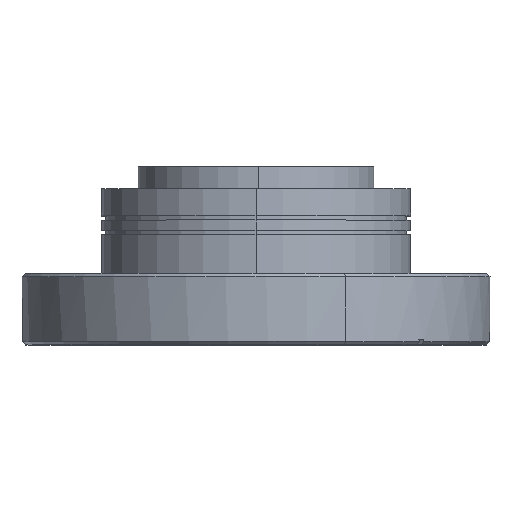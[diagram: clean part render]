
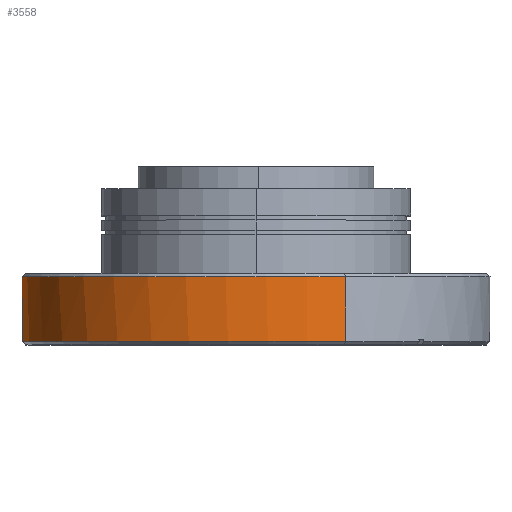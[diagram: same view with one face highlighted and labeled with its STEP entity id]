
A CAD part, top view. The second image highlights one B-rep face of the part: STEP entity #3558.
In plain terms, the highlighted cylindrical face has radius 56.769 mm (diameter 113.538 mm), a partial arc.
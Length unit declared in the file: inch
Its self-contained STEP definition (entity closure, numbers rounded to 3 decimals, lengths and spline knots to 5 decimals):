
#199 = CARTESIAN_POINT ( 'NONE',  ( 0., -0.461, 0. ) ) ;
#205 = DIRECTION ( 'NONE',  ( 0., -1., 0. ) ) ;
#206 = DIRECTION ( 'NONE',  ( -0.383, 0., -0.924 ) ) ;
#342 = VECTOR ( 'NONE', #2070, 39.37008 ) ;
#344 = LINE ( 'NONE', #2071, #342 ) ;
#378 = VECTOR ( 'NONE', #2051, 39.37008 ) ;
#380 = LINE ( 'NONE', #2192, #378 ) ;
#381 = VECTOR ( 'NONE', #2072, 39.37008 ) ;
#383 = LINE ( 'NONE', #2075, #381 ) ;
#384 = CIRCLE ( 'NONE', #1138, 2.235 ) ;
#386 = CIRCLE ( 'NONE', #1139, 2.235 ) ;
#389 = CIRCLE ( 'NONE', #1137, 2.235 ) ;
#595 = FACE_OUTER_BOUND ( 'NONE', #1714, .T. ) ;
#602 = CYLINDRICAL_SURFACE ( 'NONE', #786, 2.235 ) ;
#786 = AXIS2_PLACEMENT_3D ( 'NONE', #199, #205, #206 ) ;
#1137 = AXIS2_PLACEMENT_3D ( 'NONE', #2190, #2189, #2188 ) ;
#1138 = AXIS2_PLACEMENT_3D ( 'NONE', #2195, #2194, #2193 ) ;
#1139 = AXIS2_PLACEMENT_3D ( 'NONE', #2069, #2061, #2065 ) ;
#1192 = EDGE_CURVE ( 'NONE', #1553, #1602, #2975, .T. ) ;
#1195 = EDGE_CURVE ( 'NONE', #1586, #1557, #2972, .T. ) ;
#1541 = VERTEX_POINT ( 'NONE', #2497 ) ;
#1552 = VERTEX_POINT ( 'NONE', #2485 ) ;
#1553 = VERTEX_POINT ( 'NONE', #2484 ) ;
#1557 = VERTEX_POINT ( 'NONE', #2478 ) ;
#1583 = VERTEX_POINT ( 'NONE', #2447 ) ;
#1584 = VERTEX_POINT ( 'NONE', #2446 ) ;
#1586 = VERTEX_POINT ( 'NONE', #2443 ) ;
#1602 = VERTEX_POINT ( 'NONE', #2424 ) ;
#1714 = EDGE_LOOP ( 'NONE', ( #2756, #3901, #3950, #4254, #3933, #2699, #4247, #2725 ) ) ;
#1889 = AXIS2_PLACEMENT_3D ( 'NONE', #3231, #3230, #3225 ) ;
#1975 = EDGE_CURVE ( 'NONE', #1584, #1586, #386, .T. ) ;
#1976 = EDGE_CURVE ( 'NONE', #1541, #1557, #384, .T. ) ;
#1977 = EDGE_CURVE ( 'NONE', #1552, #1541, #383, .T. ) ;
#1978 = EDGE_CURVE ( 'NONE', #1583, #1552, #389, .T. ) ;
#1979 = EDGE_CURVE ( 'NONE', #1602, #1583, #380, .T. ) ;
#2006 = EDGE_CURVE ( 'NONE', #1584, #1553, #344, .T. ) ;
#2051 = DIRECTION ( 'NONE',  ( 0., 1., 0. ) ) ;
#2061 = DIRECTION ( 'NONE',  ( 0., -1., 0. ) ) ;
#2065 = DIRECTION ( 'NONE',  ( -0.383, 0., -0.924 ) ) ;
#2069 = CARTESIAN_POINT ( 'NONE',  ( 0., -0.491, 0. ) ) ;
#2070 = DIRECTION ( 'NONE',  ( 0., -1., 0. ) ) ;
#2071 = CARTESIAN_POINT ( 'NONE',  ( 0.8553, -0.461, 2.06487 ) ) ;
#2072 = DIRECTION ( 'NONE',  ( 0., -1., 0. ) ) ;
#2075 = CARTESIAN_POINT ( 'NONE',  ( -1.55831, -0.461, -1.60215 ) ) ;
#2188 = DIRECTION ( 'NONE',  ( 0.383, 0., 0.924 ) ) ;
#2189 = DIRECTION ( 'NONE',  ( 0., -1., 0. ) ) ;
#2190 = CARTESIAN_POINT ( 'NONE',  ( 0., -1.09, 0. ) ) ;
#2192 = CARTESIAN_POINT ( 'NONE',  ( -1.60215, -0.461, -1.55831 ) ) ;
#2193 = DIRECTION ( 'NONE',  ( -0.383, 0., -0.924 ) ) ;
#2194 = DIRECTION ( 'NONE',  ( 0., -1., 0. ) ) ;
#2195 = CARTESIAN_POINT ( 'NONE',  ( 0., -1.111, 0. ) ) ;
#2424 = CARTESIAN_POINT ( 'NONE',  ( -1.60215, -1.111, -1.55831 ) ) ;
#2443 = CARTESIAN_POINT ( 'NONE',  ( -0.8553, -0.491, -2.06487 ) ) ;
#2446 = CARTESIAN_POINT ( 'NONE',  ( 0.8553, -0.491, 2.06487 ) ) ;
#2447 = CARTESIAN_POINT ( 'NONE',  ( -1.60215, -1.09, -1.55831 ) ) ;
#2478 = CARTESIAN_POINT ( 'NONE',  ( -0.8553, -1.111, -2.06487 ) ) ;
#2484 = CARTESIAN_POINT ( 'NONE',  ( 0.8553, -1.111, 2.06487 ) ) ;
#2485 = CARTESIAN_POINT ( 'NONE',  ( -1.55831, -1.09, -1.60215 ) ) ;
#2497 = CARTESIAN_POINT ( 'NONE',  ( -1.55831, -1.111, -1.60215 ) ) ;
#2699 = ORIENTED_EDGE ( 'NONE', *, *, #1978, .F. ) ;
#2725 = ORIENTED_EDGE ( 'NONE', *, *, #1192, .F. ) ;
#2756 = ORIENTED_EDGE ( 'NONE', *, *, #2006, .F. ) ;
#2969 = VECTOR ( 'NONE', #3236, 39.37008 ) ;
#2972 = LINE ( 'NONE', #3226, #2969 ) ;
#2975 = CIRCLE ( 'NONE', #1889, 2.235 ) ;
#3225 = DIRECTION ( 'NONE',  ( -0.383, 0., -0.924 ) ) ;
#3226 = CARTESIAN_POINT ( 'NONE',  ( -0.8553, -0.461, -2.06487 ) ) ;
#3230 = DIRECTION ( 'NONE',  ( 0., -1., 0. ) ) ;
#3231 = CARTESIAN_POINT ( 'NONE',  ( 0., -1.111, 0. ) ) ;
#3236 = DIRECTION ( 'NONE',  ( 0., -1., 0. ) ) ;
#3558 = ADVANCED_FACE ( 'NONE', ( #595 ), #602, .T. ) ;
#3901 = ORIENTED_EDGE ( 'NONE', *, *, #1975, .T. ) ;
#3933 = ORIENTED_EDGE ( 'NONE', *, *, #1977, .F. ) ;
#3950 = ORIENTED_EDGE ( 'NONE', *, *, #1195, .T. ) ;
#4247 = ORIENTED_EDGE ( 'NONE', *, *, #1979, .F. ) ;
#4254 = ORIENTED_EDGE ( 'NONE', *, *, #1976, .F. ) ;
